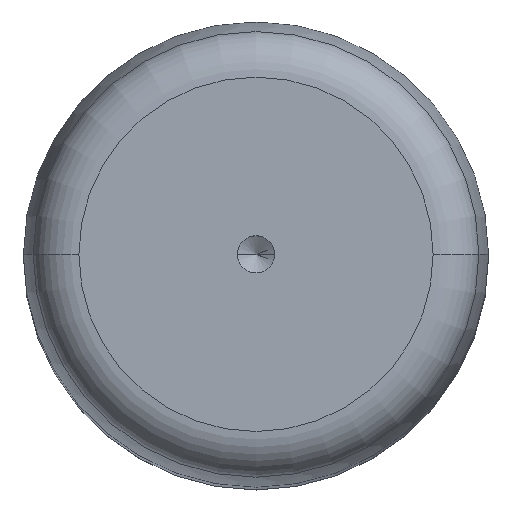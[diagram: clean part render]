
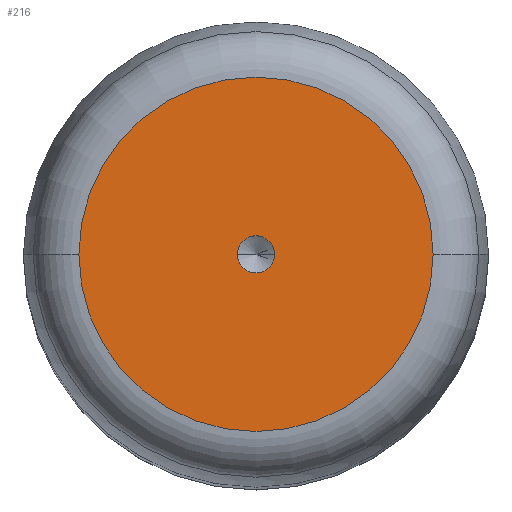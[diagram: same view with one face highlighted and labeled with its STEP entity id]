
A CAD part, top view. The second image highlights one B-rep face of the part: STEP entity #216.
In plain terms, the highlighted planar face has unit normal (0, 0, 1).
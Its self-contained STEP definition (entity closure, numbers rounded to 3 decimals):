
#35 = VERTEX_POINT ( 'NONE', #195 ) ;
#38 = EDGE_LOOP ( 'NONE', ( #493, #208 ) ) ;
#44 = CARTESIAN_POINT ( 'NONE',  ( 0., 0., 100. ) ) ;
#52 = EDGE_CURVE ( 'NONE', #420, #431, #158, .T. ) ;
#56 = EDGE_CURVE ( 'NONE', #523, #35, #222, .T. ) ;
#80 = DIRECTION ( 'NONE',  ( 1., 0., 0. ) ) ;
#85 = DIRECTION ( 'NONE',  ( 0., 0., 1. ) ) ;
#88 = FACE_OUTER_BOUND ( 'NONE', #601, .T. ) ;
#109 = AXIS2_PLACEMENT_3D ( 'NONE', #554, #85, #80 ) ;
#117 = DIRECTION ( 'NONE',  ( 0., 0., 1. ) ) ;
#118 = CARTESIAN_POINT ( 'NONE',  ( 9.521, 0., 100. ) ) ;
#119 = PLANE ( 'NONE',  #469 ) ;
#127 = AXIS2_PLACEMENT_3D ( 'NONE', #656, #602, #131 ) ;
#131 = DIRECTION ( 'NONE',  ( 1., 0., 0. ) ) ;
#158 = CIRCLE ( 'NONE', #404, 1. ) ;
#159 = CARTESIAN_POINT ( 'NONE',  ( -1., 0., 100. ) ) ;
#166 = ORIENTED_EDGE ( 'NONE', *, *, #56, .T. ) ;
#185 = DIRECTION ( 'NONE',  ( 1., 0., 0. ) ) ;
#195 = CARTESIAN_POINT ( 'NONE',  ( -9.521, 0., 100. ) ) ;
#208 = ORIENTED_EDGE ( 'NONE', *, *, #52, .F. ) ;
#216 = ADVANCED_FACE ( 'NONE', ( #436, #88 ), #119, .T. ) ;
#222 = CIRCLE ( 'NONE', #109, 9.521 ) ;
#251 = CARTESIAN_POINT ( 'NONE',  ( 0., 0., 100. ) ) ;
#302 = DIRECTION ( 'NONE',  ( 1., 0., 0. ) ) ;
#322 = EDGE_CURVE ( 'NONE', #431, #420, #558, .T. ) ;
#336 = AXIS2_PLACEMENT_3D ( 'NONE', #251, #560, #302 ) ;
#361 = CIRCLE ( 'NONE', #336, 9.521 ) ;
#367 = CARTESIAN_POINT ( 'NONE',  ( 1., 0., 100. ) ) ;
#386 = CARTESIAN_POINT ( 'NONE',  ( 0., 0., 100. ) ) ;
#404 = AXIS2_PLACEMENT_3D ( 'NONE', #44, #561, #185 ) ;
#420 = VERTEX_POINT ( 'NONE', #159 ) ;
#431 = VERTEX_POINT ( 'NONE', #367 ) ;
#436 = FACE_BOUND ( 'NONE', #38, .T. ) ;
#469 = AXIS2_PLACEMENT_3D ( 'NONE', #386, #117, #489 ) ;
#489 = DIRECTION ( 'NONE',  ( 1., 0., 0. ) ) ;
#493 = ORIENTED_EDGE ( 'NONE', *, *, #322, .F. ) ;
#523 = VERTEX_POINT ( 'NONE', #118 ) ;
#530 = ORIENTED_EDGE ( 'NONE', *, *, #674, .T. ) ;
#554 = CARTESIAN_POINT ( 'NONE',  ( 0., 0., 100. ) ) ;
#558 = CIRCLE ( 'NONE', #127, 1. ) ;
#560 = DIRECTION ( 'NONE',  ( 0., 0., 1. ) ) ;
#561 = DIRECTION ( 'NONE',  ( 0., 0., 1. ) ) ;
#601 = EDGE_LOOP ( 'NONE', ( #166, #530 ) ) ;
#602 = DIRECTION ( 'NONE',  ( 0., 0., 1. ) ) ;
#656 = CARTESIAN_POINT ( 'NONE',  ( 0., 0., 100. ) ) ;
#674 = EDGE_CURVE ( 'NONE', #35, #523, #361, .T. ) ;
